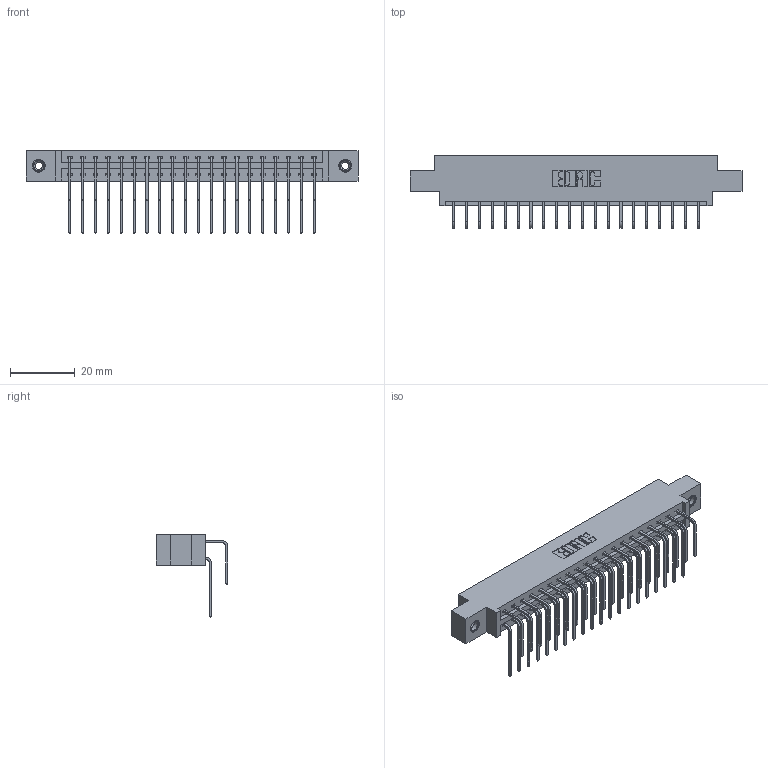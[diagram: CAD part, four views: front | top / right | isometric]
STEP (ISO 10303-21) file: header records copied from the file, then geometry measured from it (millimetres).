
FILE_DESCRIPTION (( 'STEP AP203' ), '1' );
FILE_NAME ('337-040-558-808.STEP', '2018-08-08T20:39:19', ( '' ), ( '' ), 'SwSTEP 2.0', 'SolidWorks 2016', '' );
FILE_SCHEMA (( 'CONFIG_CONTROL_DESIGN' ));
Length unit declared in the file: inch
Products named in the file (5): 345-292-001_558 Tail - 2; 345-250-001_345-250-003-102; 337-040-558-808; 337 Part_0.170 Offset - 0.156 Dia-TI; 345-292-001_558 559 Tail - 1
Assembly tree (43 placements, depth 2):
  337-040-558-808
    337 Part_0.170 Offset - 0.156 Dia-TI
    345-292-001_558 559 Tail - 1  x20
    345-292-001_558 Tail - 2  x20
    345-250-001_345-250-003-102  x2
Bounding box: 102.26 x 22.17 x 25.53 mm (x, y, z)
Volume: 10590.9 mm3; surface area: 13049.7 mm2
Topology: 43 solids, 43 shells, 2418 faces, 7139 edges, 4698 vertices
Faces by surface type: plane 1706, cylinder 696, cone 12, torus 4
Entity records: 21454 total; most frequent: CARTESIAN_POINT 3660, ORIENTED_EDGE 3538, DIRECTION 3167, EDGE_CURVE 1769, LINE 1581, VECTOR 1581, VERTEX_POINT 1172, AXIS2_PLACEMENT_3D 793
